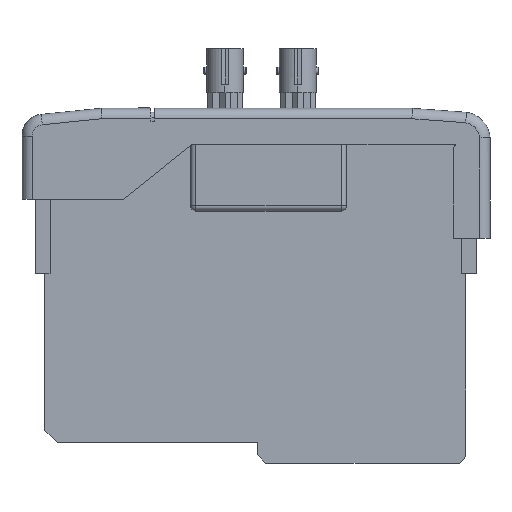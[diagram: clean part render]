
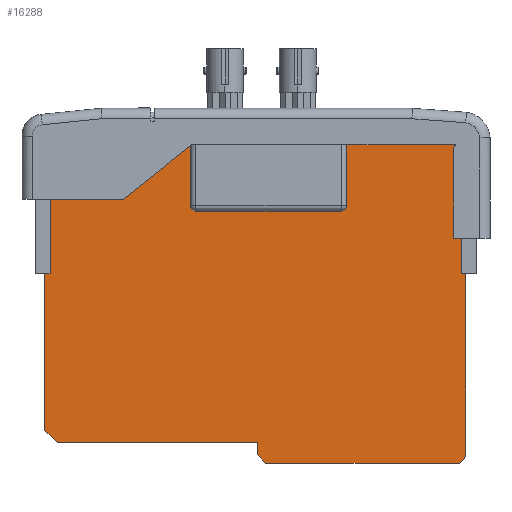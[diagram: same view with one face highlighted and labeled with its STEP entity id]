
A CAD part, left-side view. The second image highlights one B-rep face of the part: STEP entity #16288.
In plain terms, the highlighted planar face has unit normal (-1, 0, 0).
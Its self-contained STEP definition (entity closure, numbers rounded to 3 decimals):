
#10 = ORIENTED_EDGE ( 'NONE', *, *, #16, .F. ) ;
#11 = VERTEX_POINT ( 'NONE', #1222 ) ;
#12 = VERTEX_POINT ( 'NONE', #1221 ) ;
#16 = EDGE_CURVE ( 'NONE', #14672, #11, #1286, .T. ) ;
#17 = ORIENTED_EDGE ( 'NONE', *, *, #18, .F. ) ;
#18 = EDGE_CURVE ( 'NONE', #11, #141, #1282, .T. ) ;
#19 = ORIENTED_EDGE ( 'NONE', *, *, #20, .F. ) ;
#20 = EDGE_CURVE ( 'NONE', #141, #223, #1278, .T. ) ;
#141 = VERTEX_POINT ( 'NONE', #1574 ) ;
#223 = VERTEX_POINT ( 'NONE', #1726 ) ;
#250 = VERTEX_POINT ( 'NONE', #1790 ) ;
#262 = VERTEX_POINT ( 'NONE', #1826 ) ;
#282 = VERTEX_POINT ( 'NONE', #1855 ) ;
#1221 = CARTESIAN_POINT ( 'NONE',  ( 24.783, 30.288, 2.433 ) ) ;
#1222 = CARTESIAN_POINT ( 'NONE',  ( 24.783, 42.616, -59.121 ) ) ;
#1275 = DIRECTION ( 'NONE',  ( 0., 0., 1. ) ) ;
#1276 = VECTOR ( 'NONE', #1275, 1000. ) ;
#1277 = CARTESIAN_POINT ( 'NONE',  ( 24.783, 45.096, 1.169 ) ) ;
#1278 = LINE ( 'NONE', #1277, #1276 ) ;
#1279 = DIRECTION ( 'NONE',  ( 0., 0.726, 0.687 ) ) ;
#1280 = VECTOR ( 'NONE', #1279, 1000. ) ;
#1281 = CARTESIAN_POINT ( 'NONE',  ( 24.783, 45.096, -56.775 ) ) ;
#1282 = LINE ( 'NONE', #1281, #1280 ) ;
#1283 = DIRECTION ( 'NONE',  ( 0., 1., 0. ) ) ;
#1284 = VECTOR ( 'NONE', #1283, 1000. ) ;
#1285 = CARTESIAN_POINT ( 'NONE',  ( 24.783, 42.616, -59.121 ) ) ;
#1286 = LINE ( 'NONE', #1285, #1284 ) ;
#1574 = CARTESIAN_POINT ( 'NONE',  ( 24.783, 45.096, -56.775 ) ) ;
#1726 = CARTESIAN_POINT ( 'NONE',  ( 24.783, 45.096, -26.636 ) ) ;
#1790 = CARTESIAN_POINT ( 'NONE',  ( 24.783, -35.086, 2.433 ) ) ;
#1826 = CARTESIAN_POINT ( 'NONE',  ( 24.783, -35.904, -26.636 ) ) ;
#1855 = CARTESIAN_POINT ( 'NONE',  ( 24.783, 44.089, 1.255 ) ) ;
#6789 = CARTESIAN_POINT ( 'NONE',  ( 24.783, -35.904, -61.796 ) ) ;
#6792 = DIRECTION ( 'NONE',  ( 0., 0., -1. ) ) ;
#6793 = VECTOR ( 'NONE', #6792, 1000. ) ;
#6794 = CARTESIAN_POINT ( 'NONE',  ( 24.783, -35.904, -61.796 ) ) ;
#6795 = LINE ( 'NONE', #6794, #6793 ) ;
#7291 = DIRECTION ( 'NONE',  ( 0., -0.996, 0.085 ) ) ;
#7292 = VECTOR ( 'NONE', #7291, 1000. ) ;
#7293 = CARTESIAN_POINT ( 'NONE',  ( 24.783, 45.096, 1.169 ) ) ;
#7294 = LINE ( 'NONE', #7293, #7292 ) ;
#8053 = DIRECTION ( 'NONE',  ( 0., 0.694, -0.72 ) ) ;
#8054 = VECTOR ( 'NONE', #8053, 1000. ) ;
#8055 = CARTESIAN_POINT ( 'NONE',  ( 24.783, -34.584, -63.165 ) ) ;
#8056 = LINE ( 'NONE', #8055, #8054 ) ;
#8058 = CARTESIAN_POINT ( 'NONE',  ( 24.783, -34.584, -63.165 ) ) ;
#8082 = DIRECTION ( 'NONE',  ( 0., 1., 0. ) ) ;
#8083 = VECTOR ( 'NONE', #8082, 1000. ) ;
#8084 = CARTESIAN_POINT ( 'NONE',  ( 24.783, 2.566, -63.165 ) ) ;
#8085 = LINE ( 'NONE', #8084, #8083 ) ;
#8143 = DIRECTION ( 'NONE',  ( 0., -1., 0. ) ) ;
#8144 = VECTOR ( 'NONE', #8143, 1000. ) ;
#8145 = CARTESIAN_POINT ( 'NONE',  ( 24.783, -35.904, 2.433 ) ) ;
#8146 = LINE ( 'NONE', #8145, #8144 ) ;
#9866 = CARTESIAN_POINT ( 'NONE',  ( 24.783, 4.096, -61.443 ) ) ;
#10098 = CARTESIAN_POINT ( 'NONE',  ( 24.783, 4.096, -59.121 ) ) ;
#11986 = CARTESIAN_POINT ( 'NONE',  ( 24.783, 44.089, -26.636 ) ) ;
#11987 = DIRECTION ( 'NONE',  ( 0., 0., 1. ) ) ;
#11988 = VECTOR ( 'NONE', #11987, 1000. ) ;
#11989 = CARTESIAN_POINT ( 'NONE',  ( 24.783, 44.089, -26.636 ) ) ;
#11990 = LINE ( 'NONE', #11989, #11988 ) ;
#12048 = DIRECTION ( 'NONE',  ( 0., -1., 0. ) ) ;
#12049 = VECTOR ( 'NONE', #12048, 1000. ) ;
#12050 = CARTESIAN_POINT ( 'NONE',  ( 24.783, 44.089, -26.636 ) ) ;
#12051 = LINE ( 'NONE', #12050, #12049 ) ;
#12260 = CARTESIAN_POINT ( 'NONE',  ( 24.783, -35.086, -26.636 ) ) ;
#12261 = DIRECTION ( 'NONE',  ( 0., 0., 1. ) ) ;
#12262 = VECTOR ( 'NONE', #12261, 1000. ) ;
#12263 = CARTESIAN_POINT ( 'NONE',  ( 24.783, -35.086, -26.636 ) ) ;
#12264 = LINE ( 'NONE', #12263, #12262 ) ;
#12482 = DIRECTION ( 'NONE',  ( 0., -1., 0. ) ) ;
#12483 = VECTOR ( 'NONE', #12482, 1000. ) ;
#12484 = CARTESIAN_POINT ( 'NONE',  ( 24.783, -35.086, -26.636 ) ) ;
#12485 = LINE ( 'NONE', #12484, #12483 ) ;
#13721 = ORIENTED_EDGE ( 'NONE', *, *, #13723, .F. ) ;
#13722 = ORIENTED_EDGE ( 'NONE', *, *, #15476, .F. ) ;
#13723 = EDGE_CURVE ( 'NONE', #262, #13730, #6795, .T. ) ;
#13725 = ORIENTED_EDGE ( 'NONE', *, *, #15385, .T. ) ;
#13730 = VERTEX_POINT ( 'NONE', #6789 ) ;
#13740 = VERTEX_POINT ( 'NONE', #8058 ) ;
#13743 = ORIENTED_EDGE ( 'NONE', *, *, #13744, .F. ) ;
#13744 = EDGE_CURVE ( 'NONE', #13730, #13740, #8056, .T. ) ;
#13747 = EDGE_CURVE ( 'NONE', #13740, #14424, #8085, .T. ) ;
#13748 = ORIENTED_EDGE ( 'NONE', *, *, #13747, .F. ) ;
#13776 = ORIENTED_EDGE ( 'NONE', *, *, #13777, .F. ) ;
#13777 = EDGE_CURVE ( 'NONE', #12, #250, #8146, .T. ) ;
#13940 = ORIENTED_EDGE ( 'NONE', *, *, #15290, .F. ) ;
#13941 = EDGE_LOOP ( 'NONE', ( #13940, #16303, #19, #17, #10, #16302, #16297, #13748, #13743, #13721, #13722, #13725, #13776, #22745 ) ) ;
#14424 = VERTEX_POINT ( 'NONE', #17614 ) ;
#14602 = VERTEX_POINT ( 'NONE', #9866 ) ;
#14672 = VERTEX_POINT ( 'NONE', #10098 ) ;
#15290 = EDGE_CURVE ( 'NONE', #15291, #282, #11990, .T. ) ;
#15291 = VERTEX_POINT ( 'NONE', #11986 ) ;
#15327 = EDGE_CURVE ( 'NONE', #223, #15291, #12051, .T. ) ;
#15385 = EDGE_CURVE ( 'NONE', #15386, #250, #12264, .T. ) ;
#15386 = VERTEX_POINT ( 'NONE', #12260 ) ;
#15476 = EDGE_CURVE ( 'NONE', #15386, #262, #12485, .T. ) ;
#16288 = ADVANCED_FACE ( 'NONE', ( #20515 ), #20551, .T. ) ;
#16297 = ORIENTED_EDGE ( 'NONE', *, *, #16299, .F. ) ;
#16299 = EDGE_CURVE ( 'NONE', #14424, #14602, #20610, .T. ) ;
#16301 = EDGE_CURVE ( 'NONE', #14602, #14672, #20587, .T. ) ;
#16302 = ORIENTED_EDGE ( 'NONE', *, *, #16301, .F. ) ;
#16303 = ORIENTED_EDGE ( 'NONE', *, *, #15327, .F. ) ;
#17614 = CARTESIAN_POINT ( 'NONE',  ( 24.783, 2.566, -63.165 ) ) ;
#20515 = FACE_OUTER_BOUND ( 'NONE', #13941, .T. ) ;
#20547 = DIRECTION ( 'NONE',  ( 0., 0., 1. ) ) ;
#20548 = DIRECTION ( 'NONE',  ( -1., 0., 0. ) ) ;
#20549 = CARTESIAN_POINT ( 'NONE',  ( 24.783, 0.214, -99.249 ) ) ;
#20550 = AXIS2_PLACEMENT_3D ( 'NONE', #20549, #20548, #20547 ) ;
#20551 = PLANE ( 'NONE',  #20550 ) ;
#20587 = LINE ( 'NONE', #20605, #20604 ) ;
#20603 = DIRECTION ( 'NONE',  ( 0., 0., 1. ) ) ;
#20604 = VECTOR ( 'NONE', #20603, 1000. ) ;
#20605 = CARTESIAN_POINT ( 'NONE',  ( 24.783, 4.096, -59.121 ) ) ;
#20607 = DIRECTION ( 'NONE',  ( 0., 0.664, 0.748 ) ) ;
#20608 = VECTOR ( 'NONE', #20607, 1000. ) ;
#20609 = CARTESIAN_POINT ( 'NONE',  ( 24.783, 4.096, -61.443 ) ) ;
#20610 = LINE ( 'NONE', #20609, #20608 ) ;
#22745 = ORIENTED_EDGE ( 'NONE', *, *, #22747, .F. ) ;
#22747 = EDGE_CURVE ( 'NONE', #282, #12, #7294, .T. ) ;
